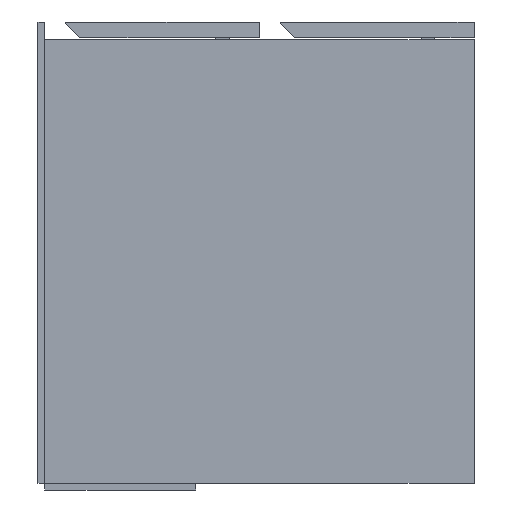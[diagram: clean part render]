
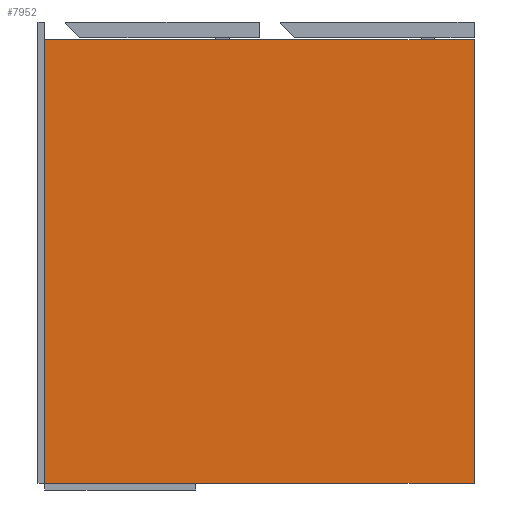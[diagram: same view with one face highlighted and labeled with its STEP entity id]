
A CAD part, left-side view. The second image highlights one B-rep face of the part: STEP entity #7952.
In plain terms, the highlighted planar face has unit normal (-1, 0, 0).
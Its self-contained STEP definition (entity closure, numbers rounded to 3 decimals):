
#632 = DIRECTION ( 'NONE',  ( 1., 0., 0. ) ) ;
#1629 = DIRECTION ( 'NONE',  ( 0., 0., 1. ) ) ;
#4917 = LINE ( 'NONE', #23152, #5716 ) ;
#5125 = FACE_OUTER_BOUND ( 'NONE', #43391, .T. ) ;
#5716 = VECTOR ( 'NONE', #41376, 1000. ) ;
#7916 = VERTEX_POINT ( 'NONE', #41289 ) ;
#7952 = ADVANCED_FACE ( 'NONE', ( #5125 ), #23355, .F. ) ;
#11713 = VERTEX_POINT ( 'NONE', #41549 ) ;
#12421 = CARTESIAN_POINT ( 'NONE',  ( 2., 512., -550. ) ) ;
#13267 = ORIENTED_EDGE ( 'NONE', *, *, #21089, .T. ) ;
#13288 = LINE ( 'NONE', #31523, #15542 ) ;
#14539 = VECTOR ( 'NONE', #36069, 1000. ) ;
#15542 = VECTOR ( 'NONE', #49751, 1000. ) ;
#17838 = CARTESIAN_POINT ( 'NONE',  ( 2., 1041.341, -21. ) ) ;
#18864 = DIRECTION ( 'NONE',  ( 0., 0., -1. ) ) ;
#21089 = EDGE_CURVE ( 'NONE', #48344, #36063, #4917, .T. ) ;
#23152 = CARTESIAN_POINT ( 'NONE',  ( 2., 1041.341, -550. ) ) ;
#23355 = PLANE ( 'NONE',  #36293 ) ;
#24351 = LINE ( 'NONE', #42569, #37978 ) ;
#27299 = EDGE_CURVE ( 'NONE', #36063, #11713, #24351, .T. ) ;
#31523 = CARTESIAN_POINT ( 'NONE',  ( 2., 512., -550. ) ) ;
#33303 = CARTESIAN_POINT ( 'NONE',  ( 2., 0., -550. ) ) ;
#36063 = VERTEX_POINT ( 'NONE', #33303 ) ;
#36069 = DIRECTION ( 'NONE',  ( 0., -1., 0. ) ) ;
#36293 = AXIS2_PLACEMENT_3D ( 'NONE', #41577, #632, #18864 ) ;
#37978 = VECTOR ( 'NONE', #1629, 1000. ) ;
#41289 = CARTESIAN_POINT ( 'NONE',  ( 2., 512., -21. ) ) ;
#41376 = DIRECTION ( 'NONE',  ( 0., -1., 0. ) ) ;
#41549 = CARTESIAN_POINT ( 'NONE',  ( 2., 0., -21. ) ) ;
#41577 = CARTESIAN_POINT ( 'NONE',  ( 2., 1041.341, -550. ) ) ;
#41854 = ORIENTED_EDGE ( 'NONE', *, *, #27299, .T. ) ;
#42464 = ORIENTED_EDGE ( 'NONE', *, *, #55444, .F. ) ;
#42569 = CARTESIAN_POINT ( 'NONE',  ( 2., 0., -550. ) ) ;
#43391 = EDGE_LOOP ( 'NONE', ( #56681, #13267, #41854, #42464 ) ) ;
#48344 = VERTEX_POINT ( 'NONE', #12421 ) ;
#49751 = DIRECTION ( 'NONE',  ( 0., 0., 1. ) ) ;
#55444 = EDGE_CURVE ( 'NONE', #7916, #11713, #58787, .T. ) ;
#56681 = ORIENTED_EDGE ( 'NONE', *, *, #58496, .F. ) ;
#58496 = EDGE_CURVE ( 'NONE', #48344, #7916, #13288, .T. ) ;
#58787 = LINE ( 'NONE', #17838, #14539 ) ;
